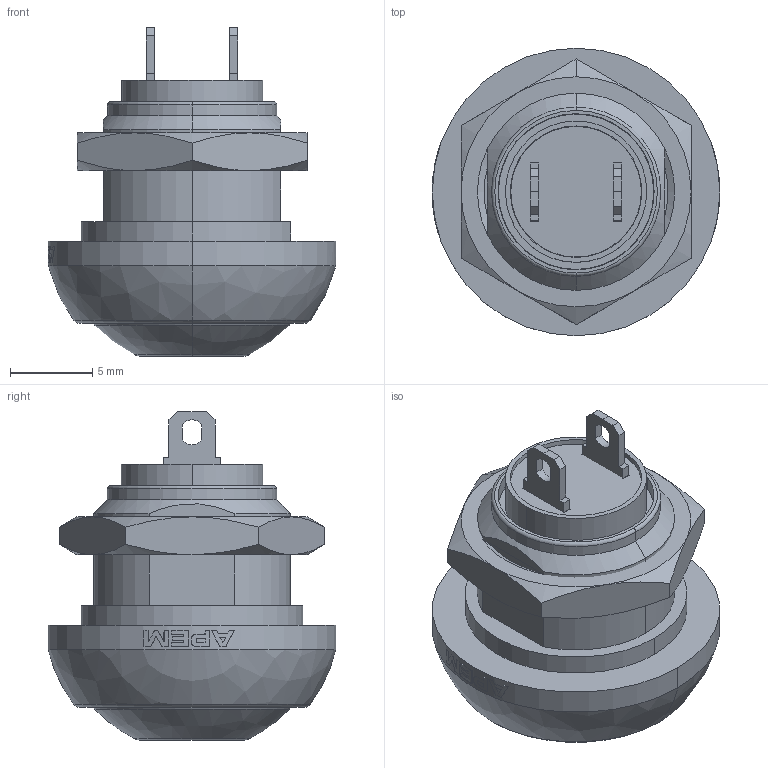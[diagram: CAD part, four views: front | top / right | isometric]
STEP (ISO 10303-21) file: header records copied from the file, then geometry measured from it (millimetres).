
FILE_DESCRIPTION (( 'STEP AP214' ), '1' );
FILE_NAME ('ISR3SAD200.STEP', '2021-08-31T15:54:53', ( '' ), ( '' ), 'SwSTEP 2.0', 'SolidWorks 2020', '' );
FILE_SCHEMA (( 'AUTOMOTIVE_DESIGN' ));
Length unit declared in the file: millimetre
Products named in the file (6): Conn; ISR3SAD200; Apem Bent Logo; Nut; Gold; White Ring
Assembly tree (5 placements, depth 2):
  ISR3SAD200
    Conn
    Nut
    White Ring
    Gold
    Apem Bent Logo
Bounding box: 17.51 x 17.5 x 20 mm (x, y, z)
Volume: 1617.9 mm3; surface area: 2590.7 mm2
Topology: 12 solids, 12 shells, 310 faces, 777 edges, 502 vertices
Faces by surface type: plane 149, cylinder 63, bspline 50, cone 34, torus 8, sphere 6
Entity records: 11225 total; most frequent: CARTESIAN_POINT 3848, ORIENTED_EDGE 1554, DIRECTION 1302, EDGE_CURVE 777, VERTEX_POINT 502, AXIS2_PLACEMENT_3D 470, LINE 362, VECTOR 362
